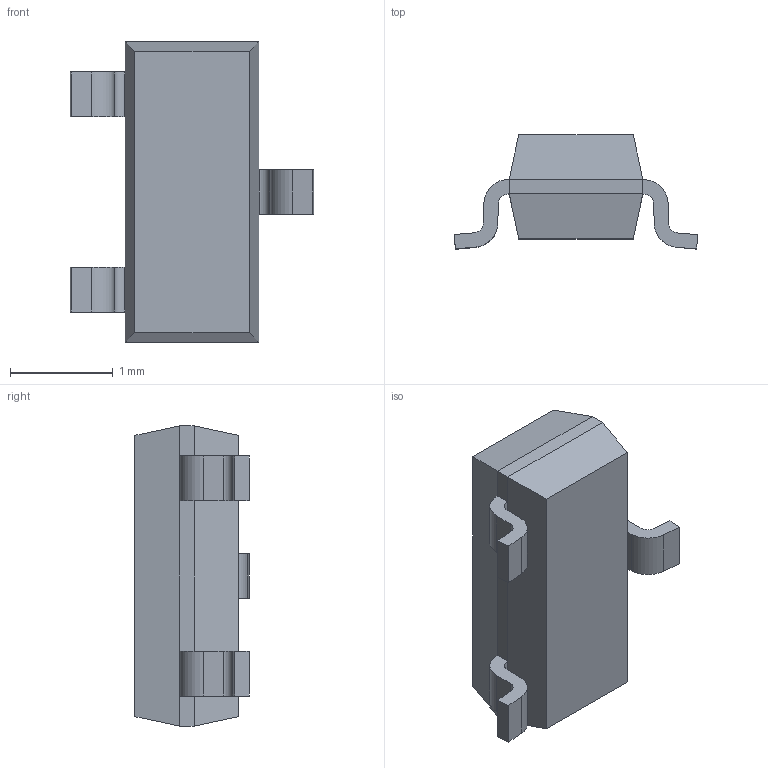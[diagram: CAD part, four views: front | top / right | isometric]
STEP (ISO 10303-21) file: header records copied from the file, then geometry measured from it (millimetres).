
FILE_DESCRIPTION (( 'STEP AP214' ), '1' );
FILE_NAME ('NTR4501NT1G.STEP', '2023-11-01T10:31:27', ( '' ), ( '' ), 'SwSTEP 2.0', 'SolidWorks 2021', '' );
FILE_SCHEMA (( 'AUTOMOTIVE_DESIGN' ));
Length unit declared in the file: millimetre
Products named in the file (1): NTR4501NT1G
Bounding box: 2.37 x 1.11 x 2.92 mm (x, y, z)
Volume: 3.7 mm3; surface area: 18.1 mm2
Topology: 5 solids, 5 shells, 63 faces, 148 edges, 96 vertices
Faces by surface type: plane 47, cylinder 16
Entity records: 1860 total; most frequent: CARTESIAN_POINT 308, DIRECTION 308, ORIENTED_EDGE 296, EDGE_CURVE 148, VECTOR 116, LINE 116, VERTEX_POINT 96, AXIS2_PLACEMENT_3D 96
